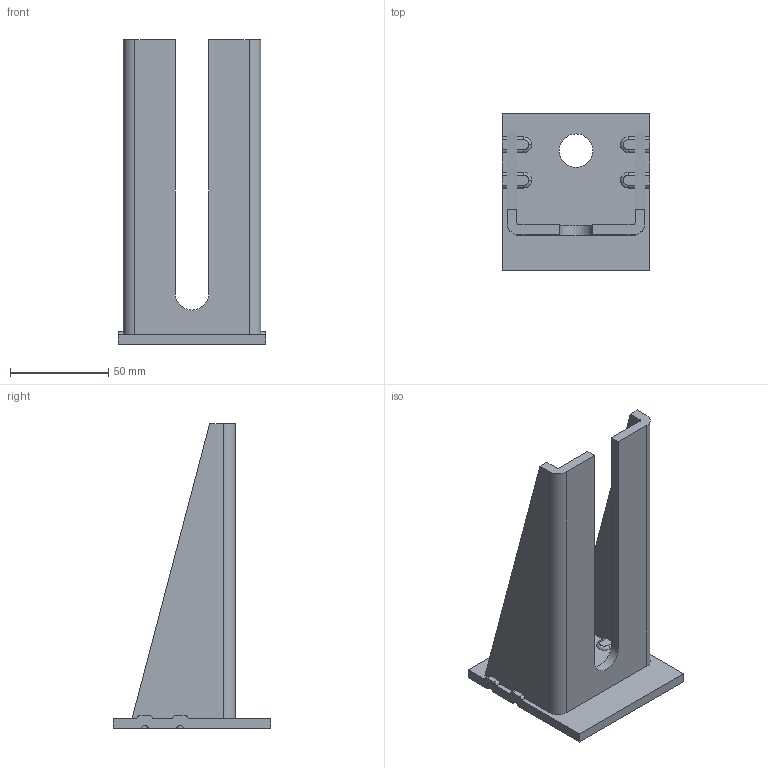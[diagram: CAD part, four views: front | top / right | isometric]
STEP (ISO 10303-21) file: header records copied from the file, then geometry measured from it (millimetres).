
FILE_DESCRIPTION (( 'STEP AP203' ), '1' );
FILE_NAME ('1.24.B06.STEP', '2019-05-28T07:55:19', ( '' ), ( '' ), 'SwSTEP 2.0', 'SolidWorks 2018', '' );
FILE_SCHEMA (( 'CONFIG_CONTROL_DESIGN' ));
Length unit declared in the file: millimetre
Products named in the file (1): 1.24.B06
Bounding box: 75 x 80 x 155 mm (x, y, z)
Volume: 109584.7 mm3; surface area: 49839.3 mm2
Topology: 2 solids, 2 shells, 62 faces, 174 edges, 116 vertices
Faces by surface type: cylinder 29, plane 27, bspline 6
Entity records: 2307 total; most frequent: CARTESIAN_POINT 593, DIRECTION 348, ORIENTED_EDGE 348, EDGE_CURVE 174, AXIS2_PLACEMENT_3D 123, VERTEX_POINT 116, VECTOR 102, LINE 102
